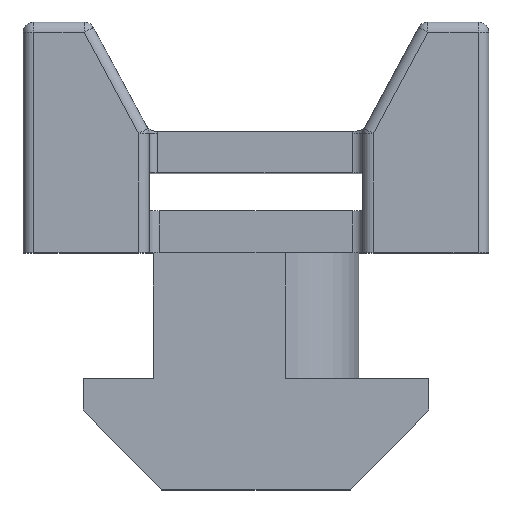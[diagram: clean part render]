
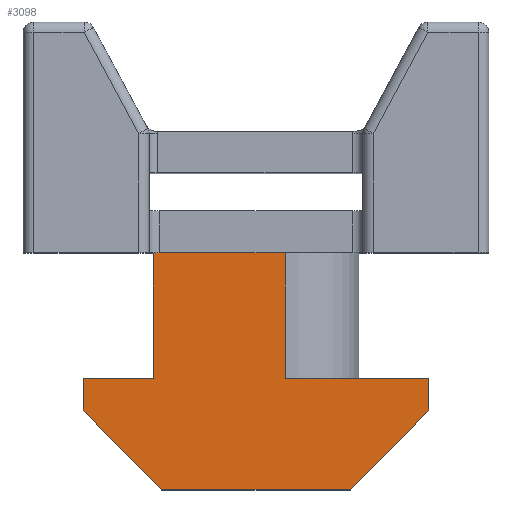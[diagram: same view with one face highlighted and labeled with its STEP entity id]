
A CAD part, top view. The second image highlights one B-rep face of the part: STEP entity #3098.
In plain terms, the highlighted planar face has unit normal (0, 0, 1).
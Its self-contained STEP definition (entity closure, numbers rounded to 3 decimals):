
#12 = EDGE_CURVE ( 'NONE', #903, #4991, #3531, .T. ) ;
#169 = VERTEX_POINT ( 'NONE', #3833 ) ;
#208 = CARTESIAN_POINT ( 'NONE',  ( 8.25, 5.3, 4.55 ) ) ;
#281 = EDGE_CURVE ( 'NONE', #169, #3516, #823, .T. ) ;
#412 = EDGE_CURVE ( 'NONE', #2624, #3806, #4481, .T. ) ;
#436 = EDGE_CURVE ( 'NONE', #3806, #2671, #4359, .T. ) ;
#510 = EDGE_CURVE ( 'NONE', #2671, #3516, #3742, .T. ) ;
#576 = AXIS2_PLACEMENT_3D ( 'NONE', #658, #1370, #739 ) ;
#625 = VERTEX_POINT ( 'NONE', #3799 ) ;
#658 = CARTESIAN_POINT ( 'NONE',  ( 0., 0., 4.55 ) ) ;
#677 = PLANE ( 'NONE',  #576 ) ;
#739 = DIRECTION ( 'NONE',  ( -1., 0., 0. ) ) ;
#741 = CARTESIAN_POINT ( 'NONE',  ( -4.9, 11.3, 4.55 ) ) ;
#823 = LINE ( 'NONE', #741, #3901 ) ;
#826 = ORIENTED_EDGE ( 'NONE', *, *, #3912, .T. ) ;
#887 = ORIENTED_EDGE ( 'NONE', *, *, #2801, .T. ) ;
#903 = VERTEX_POINT ( 'NONE', #3505 ) ;
#933 = ORIENTED_EDGE ( 'NONE', *, *, #12, .T. ) ;
#1211 = LINE ( 'NONE', #1227, #1579 ) ;
#1227 = CARTESIAN_POINT ( 'NONE',  ( 8.25, 5.3, 4.55 ) ) ;
#1249 = EDGE_LOOP ( 'NONE', ( #4775, #3003, #1565, #1442, #2888, #826, #933, #4929, #887, #2013 ) ) ;
#1370 = DIRECTION ( 'NONE',  ( 0., 0., -1. ) ) ;
#1442 = ORIENTED_EDGE ( 'NONE', *, *, #2843, .T. ) ;
#1550 = CARTESIAN_POINT ( 'NONE',  ( -4.9, 11.3, 4.55 ) ) ;
#1565 = ORIENTED_EDGE ( 'NONE', *, *, #281, .F. ) ;
#1579 = VECTOR ( 'NONE', #2416, 1000. ) ;
#1703 = CARTESIAN_POINT ( 'NONE',  ( 1.4, 0., 4.55 ) ) ;
#1945 = VECTOR ( 'NONE', #2084, 1000. ) ;
#1981 = LINE ( 'NONE', #1550, #1945 ) ;
#1997 = CARTESIAN_POINT ( 'NONE',  ( 8.25, 5.3, 4.55 ) ) ;
#2013 = ORIENTED_EDGE ( 'NONE', *, *, #412, .T. ) ;
#2022 = EDGE_CURVE ( 'NONE', #4991, #3361, #4544, .T. ) ;
#2084 = DIRECTION ( 'NONE',  ( 0., -1., 0. ) ) ;
#2116 = DIRECTION ( 'NONE',  ( -1., 0., 0. ) ) ;
#2162 = CARTESIAN_POINT ( 'NONE',  ( 4.5, 0., 4.55 ) ) ;
#2310 = CARTESIAN_POINT ( 'NONE',  ( -8.25, 5.3, 4.55 ) ) ;
#2312 = CARTESIAN_POINT ( 'NONE',  ( 1.4, 5.3, 4.55 ) ) ;
#2405 = DIRECTION ( 'NONE',  ( 0., 1., 0. ) ) ;
#2406 = EDGE_CURVE ( 'NONE', #625, #3426, #1211, .T. ) ;
#2416 = DIRECTION ( 'NONE',  ( -1., 0., 0. ) ) ;
#2524 = CARTESIAN_POINT ( 'NONE',  ( 8.25, 3.8, 4.55 ) ) ;
#2624 = VERTEX_POINT ( 'NONE', #3548 ) ;
#2671 = VERTEX_POINT ( 'NONE', #2312 ) ;
#2738 = CARTESIAN_POINT ( 'NONE',  ( 1.4, 11.3, 4.55 ) ) ;
#2801 = EDGE_CURVE ( 'NONE', #3361, #2624, #3038, .T. ) ;
#2843 = EDGE_CURVE ( 'NONE', #169, #625, #1981, .T. ) ;
#2888 = ORIENTED_EDGE ( 'NONE', *, *, #2406, .T. ) ;
#2909 = VECTOR ( 'NONE', #2934, 1000. ) ;
#2934 = DIRECTION ( 'NONE',  ( 0.702, 0.712, 0. ) ) ;
#3003 = ORIENTED_EDGE ( 'NONE', *, *, #510, .T. ) ;
#3038 = LINE ( 'NONE', #2524, #2909 ) ;
#3098 = ADVANCED_FACE ( 'NONE', ( #4160 ), #677, .F. ) ;
#3115 = CARTESIAN_POINT ( 'NONE',  ( 8.25, 5.3, 4.55 ) ) ;
#3270 = DIRECTION ( 'NONE',  ( 0., 1., 0. ) ) ;
#3339 = CARTESIAN_POINT ( 'NONE',  ( -4.5, 0., 4.55 ) ) ;
#3354 = VECTOR ( 'NONE', #4108, 1000. ) ;
#3361 = VERTEX_POINT ( 'NONE', #2162 ) ;
#3419 = DIRECTION ( 'NONE',  ( 1., 0., 0. ) ) ;
#3426 = VERTEX_POINT ( 'NONE', #2310 ) ;
#3505 = CARTESIAN_POINT ( 'NONE',  ( -8.25, 3.8, 4.55 ) ) ;
#3510 = VECTOR ( 'NONE', #4695, 1000. ) ;
#3516 = VERTEX_POINT ( 'NONE', #2738 ) ;
#3531 = LINE ( 'NONE', #4442, #3354 ) ;
#3548 = CARTESIAN_POINT ( 'NONE',  ( 8.25, 3.8, 4.55 ) ) ;
#3604 = VECTOR ( 'NONE', #4605, 1000. ) ;
#3742 = LINE ( 'NONE', #1703, #3993 ) ;
#3799 = CARTESIAN_POINT ( 'NONE',  ( -4.9, 5.3, 4.55 ) ) ;
#3806 = VERTEX_POINT ( 'NONE', #208 ) ;
#3833 = CARTESIAN_POINT ( 'NONE',  ( -4.9, 11.3, 4.55 ) ) ;
#3901 = VECTOR ( 'NONE', #3419, 1000. ) ;
#3912 = EDGE_CURVE ( 'NONE', #3426, #903, #3977, .T. ) ;
#3977 = LINE ( 'NONE', #4953, #3604 ) ;
#3993 = VECTOR ( 'NONE', #2405, 1000. ) ;
#4108 = DIRECTION ( 'NONE',  ( 0.702, -0.712, 0. ) ) ;
#4112 = VECTOR ( 'NONE', #2116, 1000. ) ;
#4160 = FACE_OUTER_BOUND ( 'NONE', #1249, .T. ) ;
#4359 = LINE ( 'NONE', #3115, #4112 ) ;
#4418 = VECTOR ( 'NONE', #3270, 1000. ) ;
#4442 = CARTESIAN_POINT ( 'NONE',  ( -8.25, 3.8, 4.55 ) ) ;
#4481 = LINE ( 'NONE', #1997, #4418 ) ;
#4544 = LINE ( 'NONE', #4802, #3510 ) ;
#4605 = DIRECTION ( 'NONE',  ( 0., -1., 0. ) ) ;
#4695 = DIRECTION ( 'NONE',  ( 1., 0., 0. ) ) ;
#4775 = ORIENTED_EDGE ( 'NONE', *, *, #436, .T. ) ;
#4802 = CARTESIAN_POINT ( 'NONE',  ( -4.5, 0., 4.55 ) ) ;
#4929 = ORIENTED_EDGE ( 'NONE', *, *, #2022, .T. ) ;
#4953 = CARTESIAN_POINT ( 'NONE',  ( -8.25, 5.3, 4.55 ) ) ;
#4991 = VERTEX_POINT ( 'NONE', #3339 ) ;
